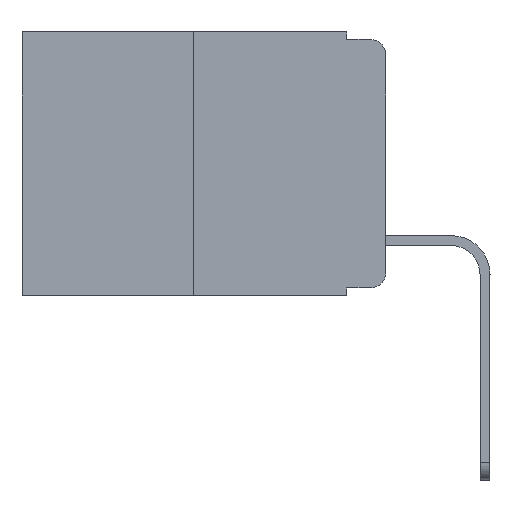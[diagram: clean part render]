
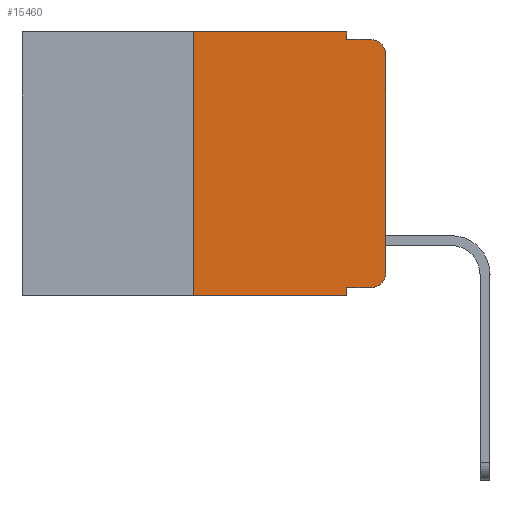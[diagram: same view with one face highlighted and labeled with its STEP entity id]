
A CAD part, left-side view. The second image highlights one B-rep face of the part: STEP entity #15460.
In plain terms, the highlighted planar face has unit normal (-1, 0, 0).
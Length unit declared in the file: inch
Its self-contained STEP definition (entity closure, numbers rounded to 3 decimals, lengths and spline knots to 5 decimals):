
#82 = ORIENTED_EDGE ( 'NONE', *, *, #17117, .T. ) ;
#521 = DIRECTION ( 'NONE',  ( 0., -1., 0. ) ) ;
#1012 = CARTESIAN_POINT ( 'NONE',  ( 0., 0.051, 0. ) ) ;
#1221 = VECTOR ( 'NONE', #14615, 39.37008 ) ;
#1857 = AXIS2_PLACEMENT_3D ( 'NONE', #14341, #9296, #9428 ) ;
#2374 = VERTEX_POINT ( 'NONE', #10749 ) ;
#2688 = CARTESIAN_POINT ( 'NONE',  ( 0., 0.051, -0.343 ) ) ;
#2804 = CARTESIAN_POINT ( 'NONE',  ( 0., 0.051, -0.01 ) ) ;
#3032 = EDGE_CURVE ( 'NONE', #20944, #20717, #3186, .T. ) ;
#3186 = CIRCLE ( 'NONE', #13806, 0.02 ) ;
#3513 = EDGE_CURVE ( 'NONE', #10658, #2374, #3956, .T. ) ;
#3578 = ORIENTED_EDGE ( 'NONE', *, *, #11539, .T. ) ;
#3956 = LINE ( 'NONE', #11832, #18685 ) ;
#4387 = LINE ( 'NONE', #10452, #19101 ) ;
#4427 = DIRECTION ( 'NONE',  ( 0., 0., -1. ) ) ;
#4464 = DIRECTION ( 'NONE',  ( 0., -1., 0. ) ) ;
#4673 = VERTEX_POINT ( 'NONE', #19582 ) ;
#4777 = CARTESIAN_POINT ( 'NONE',  ( 0., 0.473, 0. ) ) ;
#5212 = LINE ( 'NONE', #14754, #5745 ) ;
#5255 = DIRECTION ( 'NONE',  ( 0., -1., 0. ) ) ;
#5485 = ORIENTED_EDGE ( 'NONE', *, *, #19541, .T. ) ;
#5745 = VECTOR ( 'NONE', #8675, 39.37008 ) ;
#5934 = EDGE_CURVE ( 'NONE', #14172, #20717, #14825, .T. ) ;
#6037 = CARTESIAN_POINT ( 'NONE',  ( 0., 0., -0.313 ) ) ;
#6217 = DIRECTION ( 'NONE',  ( 0., -1., 0. ) ) ;
#6707 = ORIENTED_EDGE ( 'NONE', *, *, #3032, .T. ) ;
#6749 = ORIENTED_EDGE ( 'NONE', *, *, #5934, .F. ) ;
#6827 = EDGE_CURVE ( 'NONE', #15765, #13224, #9800, .T. ) ;
#6877 = DIRECTION ( 'NONE',  ( 0., 0., 1. ) ) ;
#7159 = ORIENTED_EDGE ( 'NONE', *, *, #21486, .T. ) ;
#8536 = AXIS2_PLACEMENT_3D ( 'NONE', #4777, #20000, #19929 ) ;
#8675 = DIRECTION ( 'NONE',  ( 0., 0., 1. ) ) ;
#8835 = EDGE_LOOP ( 'NONE', ( #82, #6707, #6749, #10932, #13700, #18548, #3578, #18562, #7159, #5485 ) ) ;
#9296 = DIRECTION ( 'NONE',  ( -1., 0., 0. ) ) ;
#9428 = DIRECTION ( 'NONE',  ( 0., 0., -1. ) ) ;
#9800 = LINE ( 'NONE', #1012, #15822 ) ;
#10354 = VECTOR ( 'NONE', #6217, 39.37008 ) ;
#10452 = CARTESIAN_POINT ( 'NONE',  ( 0., 0.473, -0.343 ) ) ;
#10658 = VERTEX_POINT ( 'NONE', #11014 ) ;
#10749 = CARTESIAN_POINT ( 'NONE',  ( 0., 0.25, 0. ) ) ;
#10932 = ORIENTED_EDGE ( 'NONE', *, *, #14730, .F. ) ;
#11014 = CARTESIAN_POINT ( 'NONE',  ( 0., 0.25, -0.343 ) ) ;
#11428 = CARTESIAN_POINT ( 'NONE',  ( 0., 0.051, -0.01 ) ) ;
#11539 = EDGE_CURVE ( 'NONE', #10658, #13224, #4387, .T. ) ;
#11832 = CARTESIAN_POINT ( 'NONE',  ( 0., 0.25, 0. ) ) ;
#12683 = VERTEX_POINT ( 'NONE', #6037 ) ;
#13076 = CARTESIAN_POINT ( 'NONE',  ( 0., 0.02, -0.01 ) ) ;
#13224 = VERTEX_POINT ( 'NONE', #2688 ) ;
#13423 = CIRCLE ( 'NONE', #1857, 0.02 ) ;
#13661 = CARTESIAN_POINT ( 'NONE',  ( 0., 0., -0.03 ) ) ;
#13700 = ORIENTED_EDGE ( 'NONE', *, *, #19262, .F. ) ;
#13756 = CARTESIAN_POINT ( 'NONE',  ( 0., 0.473, 0. ) ) ;
#13806 = AXIS2_PLACEMENT_3D ( 'NONE', #14633, #21182, #16250 ) ;
#14172 = VERTEX_POINT ( 'NONE', #11428 ) ;
#14341 = CARTESIAN_POINT ( 'NONE',  ( 0., 0.02, -0.313 ) ) ;
#14615 = DIRECTION ( 'NONE',  ( 0., 0., -1. ) ) ;
#14633 = CARTESIAN_POINT ( 'NONE',  ( 0., 0.02, -0.03 ) ) ;
#14685 = CARTESIAN_POINT ( 'NONE',  ( 0., 0.051, 0. ) ) ;
#14730 = EDGE_CURVE ( 'NONE', #16101, #14172, #18349, .T. ) ;
#14754 = CARTESIAN_POINT ( 'NONE',  ( 0., 0., 0. ) ) ;
#14825 = LINE ( 'NONE', #2804, #10354 ) ;
#15460 = ADVANCED_FACE ( 'NONE', ( #17894 ), #20077, .F. ) ;
#15765 = VERTEX_POINT ( 'NONE', #18258 ) ;
#15786 = VECTOR ( 'NONE', #5255, 39.37008 ) ;
#15822 = VECTOR ( 'NONE', #4427, 39.37008 ) ;
#16101 = VERTEX_POINT ( 'NONE', #20473 ) ;
#16250 = DIRECTION ( 'NONE',  ( 0., 0., -1. ) ) ;
#17112 = LINE ( 'NONE', #13756, #15786 ) ;
#17117 = EDGE_CURVE ( 'NONE', #12683, #20944, #5212, .T. ) ;
#17615 = CARTESIAN_POINT ( 'NONE',  ( 0., 0.051, -0.333 ) ) ;
#17894 = FACE_OUTER_BOUND ( 'NONE', #8835, .T. ) ;
#18258 = CARTESIAN_POINT ( 'NONE',  ( 0., 0.051, -0.333 ) ) ;
#18349 = LINE ( 'NONE', #14685, #1221 ) ;
#18401 = VECTOR ( 'NONE', #4464, 39.37008 ) ;
#18548 = ORIENTED_EDGE ( 'NONE', *, *, #3513, .F. ) ;
#18562 = ORIENTED_EDGE ( 'NONE', *, *, #6827, .F. ) ;
#18685 = VECTOR ( 'NONE', #6877, 39.37008 ) ;
#18919 = LINE ( 'NONE', #17615, #18401 ) ;
#19101 = VECTOR ( 'NONE', #521, 39.37008 ) ;
#19262 = EDGE_CURVE ( 'NONE', #2374, #16101, #17112, .T. ) ;
#19541 = EDGE_CURVE ( 'NONE', #4673, #12683, #13423, .T. ) ;
#19582 = CARTESIAN_POINT ( 'NONE',  ( 0., 0.02, -0.333 ) ) ;
#19929 = DIRECTION ( 'NONE',  ( 0., 0., -1. ) ) ;
#20000 = DIRECTION ( 'NONE',  ( 1., 0., 0. ) ) ;
#20077 = PLANE ( 'NONE',  #8536 ) ;
#20473 = CARTESIAN_POINT ( 'NONE',  ( 0., 0.051, 0. ) ) ;
#20717 = VERTEX_POINT ( 'NONE', #13076 ) ;
#20944 = VERTEX_POINT ( 'NONE', #13661 ) ;
#21182 = DIRECTION ( 'NONE',  ( -1., 0., 0. ) ) ;
#21486 = EDGE_CURVE ( 'NONE', #15765, #4673, #18919, .T. ) ;
